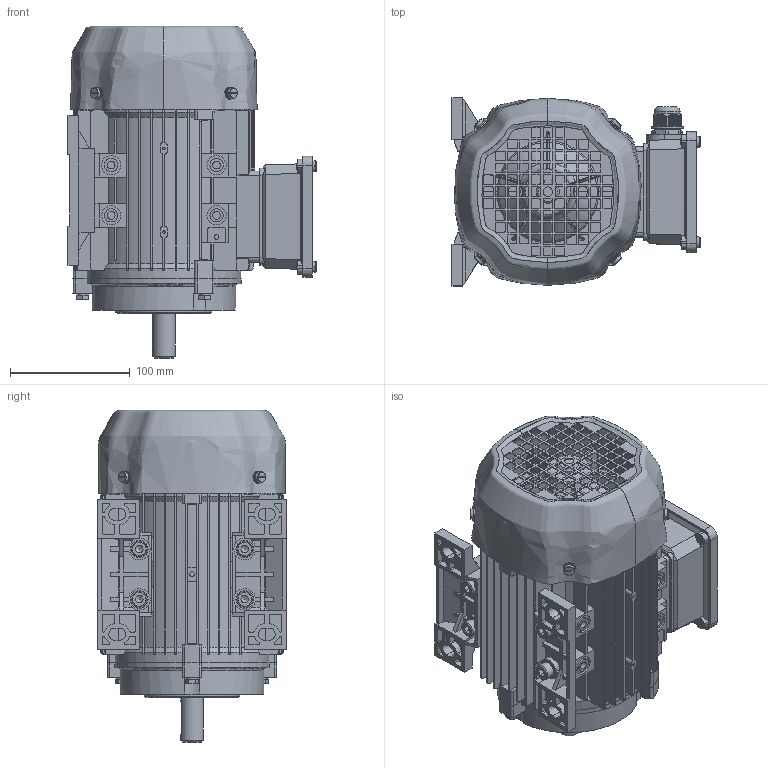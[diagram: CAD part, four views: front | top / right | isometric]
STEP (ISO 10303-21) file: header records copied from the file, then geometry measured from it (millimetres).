
FILE_DESCRIPTION(/* description */ (''),/* implementation_level */ '2;1');
FILE_NAME(/* name */ 'JL-80-B34A.stp',/* time_stamp */ '2016-09-01T11:18:09+08:00',/* author */ (''),/* organization */ (''),/* preprocessor_version */ 'ST-DEVELOPER v16',/* originating_system */ 'SIEMENS PLM Software NX 10.0',/* authorisation */ '');
FILE_SCHEMA (('AUTOMOTIVE_DESIGN { 1 0 10303 214 3 1 1 1 }'));
Products named in the file (1): pc05908BCBsv9m
Bounding box: 207 x 157 x 276.99 mm (x, y, z)
Volume: 981167.8 mm3; surface area: 679404.1 mm2
Topology: 56 solids, 56 shells, 3729 faces, 10305 edges, 6817 vertices
Faces by surface type: plane 2153, cylinder 1183, cone 177, torus 160, bspline 56
Full cylindrical faces by diameter (mm): 2 x4, 3.5 x6, 4 x15, 4.48 x9, 4.8 x1, 5 x28, 5.3 x5, 5.35 x6, 5.8 x14, 6 x11, 6.6 x12, 7 x9, 8 x4, 8.58 x4, 9 x4, 10 x5, 11 x12, 12 x10, 13 x4, 13.75 x1, 14.785 x4, 15 x4, 16 x12, 16.25 x3, 18.4 x1, 18.6 x1, 18.75 x10, 19 x1, 19.2 x2, 19.375 x6
Entity records: 203381 total; most frequent: CARTESIAN_POINT 110899, ORIENTED_EDGE 19324, DIRECTION 18320, EDGE_CURVE 9662, VERTEX_POINT 6564, AXIS2_PLACEMENT_3D 6392, LINE 5536, VECTOR 5536
